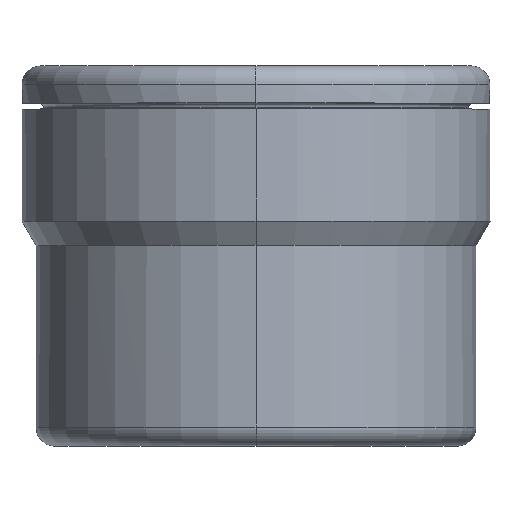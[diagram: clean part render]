
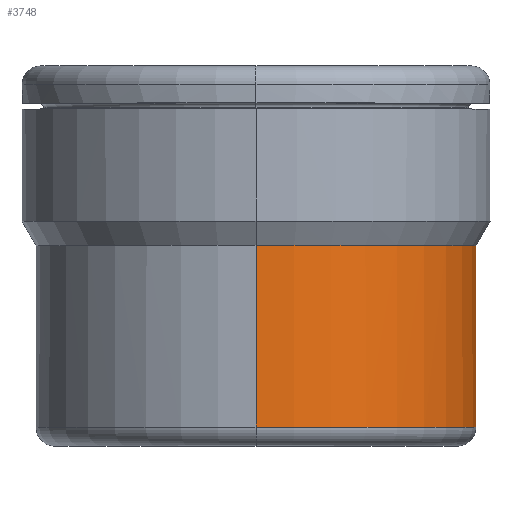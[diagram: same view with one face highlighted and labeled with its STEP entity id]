
A CAD part, top view. The second image highlights one B-rep face of the part: STEP entity #3748.
In plain terms, the highlighted cylindrical face has radius 23.5 mm (diameter 47 mm), a partial arc.
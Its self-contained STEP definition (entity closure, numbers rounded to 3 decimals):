
#96 = DIRECTION ( 'NONE',  ( 0., -1., 0. ) ) ;
#192 = EDGE_CURVE ( 'NONE', #4253, #11172, #9981, .T. ) ;
#633 = CARTESIAN_POINT ( 'NONE',  ( 6.441, 0., -22.6 ) ) ;
#907 = CARTESIAN_POINT ( 'NONE',  ( 6.057, 12.508, -22.707 ) ) ;
#989 = DIRECTION ( 'NONE',  ( 0., 0., -1. ) ) ;
#1088 = ORIENTED_EDGE ( 'NONE', *, *, #10959, .T. ) ;
#1170 = CIRCLE ( 'NONE', #5538, 23.5 ) ;
#1334 = CARTESIAN_POINT ( 'NONE',  ( 0., 2., 23.5 ) ) ;
#1358 = CARTESIAN_POINT ( 'NONE',  ( 0.277, 9., -23.5 ) ) ;
#1644 = B_SPLINE_CURVE_WITH_KNOTS ( 'NONE', 3,
 ( #2769, #7972, #11481, #16694 ),
 .UNSPECIFIED., .F., .F.,
 ( 4, 4 ),
 ( 0.002, 0.003 ),
 .UNSPECIFIED. ) ;
#1807 = ORIENTED_EDGE ( 'NONE', *, *, #5829, .T. ) ;
#2229 = CARTESIAN_POINT ( 'NONE',  ( 6.306, 18.856, -22.638 ) ) ;
#2271 = CARTESIAN_POINT ( 'NONE',  ( 4.452, 21.402, -23.074 ) ) ;
#2358 = EDGE_CURVE ( 'NONE', #7079, #10679, #4106, .T. ) ;
#2412 = CARTESIAN_POINT ( 'NONE',  ( 5.893, 19.794, -22.75 ) ) ;
#2561 = CARTESIAN_POINT ( 'NONE',  ( 6.395, 13.479, -22.613 ) ) ;
#2752 = CARTESIAN_POINT ( 'NONE',  ( 4.995, 11.065, -22.967 ) ) ;
#2769 = CARTESIAN_POINT ( 'NONE',  ( 5.693, 20.073, -22.8 ) ) ;
#3377 = B_SPLINE_CURVE_WITH_KNOTS ( 'NONE', 3,
 ( #16735, #15198, #907, #6119, #10334, #10153, #2561, #5103, #8672, #16655 ),
 .UNSPECIFIED., .F., .F.,
 ( 4, 2, 2, 2, 4 ),
 ( 0., 0.001, 0.002, 0.002, 0.002 ),
 .UNSPECIFIED. ) ;
#3443 = ORIENTED_EDGE ( 'NONE', *, *, #6145, .T. ) ;
#3468 = CARTESIAN_POINT ( 'NONE',  ( 0., 21.402, 0. ) ) ;
#3748 = ADVANCED_FACE ( 'Defeatured_0_13', ( #10743 ), #15958, .T. ) ;
#3772 = CARTESIAN_POINT ( 'NONE',  ( 0., 9., -23.5 ) ) ;
#3824 = VECTOR ( 'NONE', #96, 1000. ) ;
#4106 = LINE ( 'NONE', #12838, #3824 ) ;
#4224 = CARTESIAN_POINT ( 'NONE',  ( 0., 0., 0. ) ) ;
#4253 = VERTEX_POINT ( 'NONE', #8850 ) ;
#5049 = CARTESIAN_POINT ( 'NONE',  ( 5.693, 20.073, -22.8 ) ) ;
#5103 = CARTESIAN_POINT ( 'NONE',  ( 6.427, 13.648, -22.604 ) ) ;
#5136 = CARTESIAN_POINT ( 'NONE',  ( 3.697, 10.049, -23.209 ) ) ;
#5451 = CARTESIAN_POINT ( 'NONE',  ( 4.153, 10.359, -23.131 ) ) ;
#5538 = AXIS2_PLACEMENT_3D ( 'NONE', #3468, #13896, #989 ) ;
#5564 = ORIENTED_EDGE ( 'NONE', *, *, #14448, .T. ) ;
#5644 = EDGE_LOOP ( 'NONE', ( #1807, #14790, #3443, #8471, #5564, #1088, #15133, #8967, #14100 ) ) ;
#5829 = EDGE_CURVE ( 'NONE', #10012, #4253, #1170, .T. ) ;
#6119 = CARTESIAN_POINT ( 'NONE',  ( 6.25, 12.983, -22.654 ) ) ;
#6145 = EDGE_CURVE ( 'NONE', #11172, #10679, #13479, .T. ) ;
#6216 = CARTESIAN_POINT ( 'NONE',  ( 0., 0., 23.5 ) ) ;
#6410 = CARTESIAN_POINT ( 'NONE',  ( 5.373, 11.48, -22.88 ) ) ;
#6413 = CARTESIAN_POINT ( 'NONE',  ( 6.427, 18.352, -22.604 ) ) ;
#6778 = CARTESIAN_POINT ( 'NONE',  ( 6.441, 18.179, -22.6 ) ) ;
#6957 = DIRECTION ( 'NONE',  ( 0., 1., 0. ) ) ;
#7079 = VERTEX_POINT ( 'NONE', #12714 ) ;
#7201 = LINE ( 'NONE', #633, #9871 ) ;
#7799 = CARTESIAN_POINT ( 'NONE',  ( 4.371, 10.526, -23.091 ) ) ;
#7972 = CARTESIAN_POINT ( 'NONE',  ( 5.342, 20.564, -22.888 ) ) ;
#8087 = DIRECTION ( 'NONE',  ( 0., -1., 0. ) ) ;
#8471 = ORIENTED_EDGE ( 'NONE', *, *, #2358, .F. ) ;
#8658 = VERTEX_POINT ( 'NONE', #6778 ) ;
#8672 = CARTESIAN_POINT ( 'NONE',  ( 6.441, 13.733, -22.6 ) ) ;
#8850 = CARTESIAN_POINT ( 'NONE',  ( 0., 21.402, 23.5 ) ) ;
#8906 = EDGE_CURVE ( 'NONE', #14328, #10012, #1644, .T. ) ;
#8967 = ORIENTED_EDGE ( 'NONE', *, *, #15219, .T. ) ;
#9136 = CARTESIAN_POINT ( 'NONE',  ( 3.457, 9.907, -23.246 ) ) ;
#9225 = CARTESIAN_POINT ( 'NONE',  ( 0.554, 9.016, -23.495 ) ) ;
#9308 = CARTESIAN_POINT ( 'NONE',  ( 5.693, 11.927, -22.8 ) ) ;
#9522 = DIRECTION ( 'NONE',  ( 0., 0., -1. ) ) ;
#9871 = VECTOR ( 'NONE', #13385, 1000. ) ;
#9922 = CARTESIAN_POINT ( 'NONE',  ( 5.693, 20.073, -22.8 ) ) ;
#9981 = LINE ( 'NONE', #6216, #15223 ) ;
#10012 = VERTEX_POINT ( 'NONE', #2271 ) ;
#10153 = CARTESIAN_POINT ( 'NONE',  ( 6.375, 13.395, -22.619 ) ) ;
#10334 = CARTESIAN_POINT ( 'NONE',  ( 6.307, 13.146, -22.638 ) ) ;
#10679 = VERTEX_POINT ( 'NONE', #13317 ) ;
#10743 = FACE_OUTER_BOUND ( 'NONE', #5644, .T. ) ;
#10959 = EDGE_CURVE ( 'NONE', #16330, #11509, #3377, .T. ) ;
#11172 = VERTEX_POINT ( 'NONE', #1334 ) ;
#11274 = EDGE_CURVE ( 'NONE', #11509, #8658, #7201, .T. ) ;
#11443 = DIRECTION ( 'NONE',  ( 0., -1., 0. ) ) ;
#11481 = CARTESIAN_POINT ( 'NONE',  ( 4.923, 21.014, -22.984 ) ) ;
#11509 = VERTEX_POINT ( 'NONE', #12595 ) ;
#11641 = CARTESIAN_POINT ( 'NONE',  ( 1.386, 9.133, -23.461 ) ) ;
#11644 = CARTESIAN_POINT ( 'NONE',  ( 6.374, 18.607, -22.619 ) ) ;
#12177 = B_SPLINE_CURVE_WITH_KNOTS ( 'NONE', 3,
 ( #3772, #1358, #9225, #15739, #11641, #13239, #16846, #9136, #5136, #5451, #7799, #2752, #6410, #9308 ),
 .UNSPECIFIED., .F., .F.,
 ( 4, 2, 2, 2, 2, 2, 4 ),
 ( 0.008, 0.009, 0.01, 0.012, 0.012, 0.013, 0.015 ),
 .UNSPECIFIED. ) ;
#12403 = CARTESIAN_POINT ( 'NONE',  ( 6.441, 18.179, -22.6 ) ) ;
#12595 = CARTESIAN_POINT ( 'NONE',  ( 6.441, 13.821, -22.6 ) ) ;
#12651 = B_SPLINE_CURVE_WITH_KNOTS ( 'NONE', 3,
 ( #12403, #16767, #6413, #12747, #11644, #2229, #13930, #15586, #2412, #5049 ),
 .UNSPECIFIED., .F., .F.,
 ( 4, 2, 2, 2, 4 ),
 ( 0., 0., 0.001, 0.001, 0.002 ),
 .UNSPECIFIED. ) ;
#12714 = CARTESIAN_POINT ( 'NONE',  ( 0., 9., -23.5 ) ) ;
#12747 = CARTESIAN_POINT ( 'NONE',  ( 6.394, 18.522, -22.613 ) ) ;
#12772 = CARTESIAN_POINT ( 'NONE',  ( 5.693, 11.927, -22.8 ) ) ;
#12838 = CARTESIAN_POINT ( 'NONE',  ( 0., 0., -23.5 ) ) ;
#13239 = CARTESIAN_POINT ( 'NONE',  ( 2.198, 9.331, -23.403 ) ) ;
#13317 = CARTESIAN_POINT ( 'NONE',  ( 0., 2., -23.5 ) ) ;
#13385 = DIRECTION ( 'NONE',  ( 0., 1., 0. ) ) ;
#13479 = CIRCLE ( 'NONE', #13738, 23.5 ) ;
#13544 = CARTESIAN_POINT ( 'NONE',  ( 0., 2., 0. ) ) ;
#13738 = AXIS2_PLACEMENT_3D ( 'NONE', #13544, #6957, #9522 ) ;
#13896 = DIRECTION ( 'NONE',  ( 0., -1., 0. ) ) ;
#13930 = CARTESIAN_POINT ( 'NONE',  ( 6.25, 19.018, -22.654 ) ) ;
#14100 = ORIENTED_EDGE ( 'NONE', *, *, #8906, .T. ) ;
#14328 = VERTEX_POINT ( 'NONE', #9922 ) ;
#14448 = EDGE_CURVE ( 'NONE', #7079, #16330, #12177, .T. ) ;
#14790 = ORIENTED_EDGE ( 'NONE', *, *, #192, .T. ) ;
#14803 = AXIS2_PLACEMENT_3D ( 'NONE', #4224, #8087, #15712 ) ;
#15133 = ORIENTED_EDGE ( 'NONE', *, *, #11274, .T. ) ;
#15198 = CARTESIAN_POINT ( 'NONE',  ( 5.892, 12.205, -22.75 ) ) ;
#15219 = EDGE_CURVE ( 'NONE', #8658, #14328, #12651, .T. ) ;
#15223 = VECTOR ( 'NONE', #11443, 1000. ) ;
#15586 = CARTESIAN_POINT ( 'NONE',  ( 6.057, 19.491, -22.706 ) ) ;
#15712 = DIRECTION ( 'NONE',  ( 0., 0., -1. ) ) ;
#15739 = CARTESIAN_POINT ( 'NONE',  ( 1.108, 9.083, -23.476 ) ) ;
#15958 = CYLINDRICAL_SURFACE ( 'NONE', #14803, 23.5 ) ;
#16330 = VERTEX_POINT ( 'NONE', #12772 ) ;
#16655 = CARTESIAN_POINT ( 'NONE',  ( 6.441, 13.821, -22.6 ) ) ;
#16694 = CARTESIAN_POINT ( 'NONE',  ( 4.452, 21.402, -23.074 ) ) ;
#16735 = CARTESIAN_POINT ( 'NONE',  ( 5.693, 11.927, -22.8 ) ) ;
#16767 = CARTESIAN_POINT ( 'NONE',  ( 6.441, 18.267, -22.6 ) ) ;
#16846 = CARTESIAN_POINT ( 'NONE',  ( 2.715, 9.524, -23.348 ) ) ;
